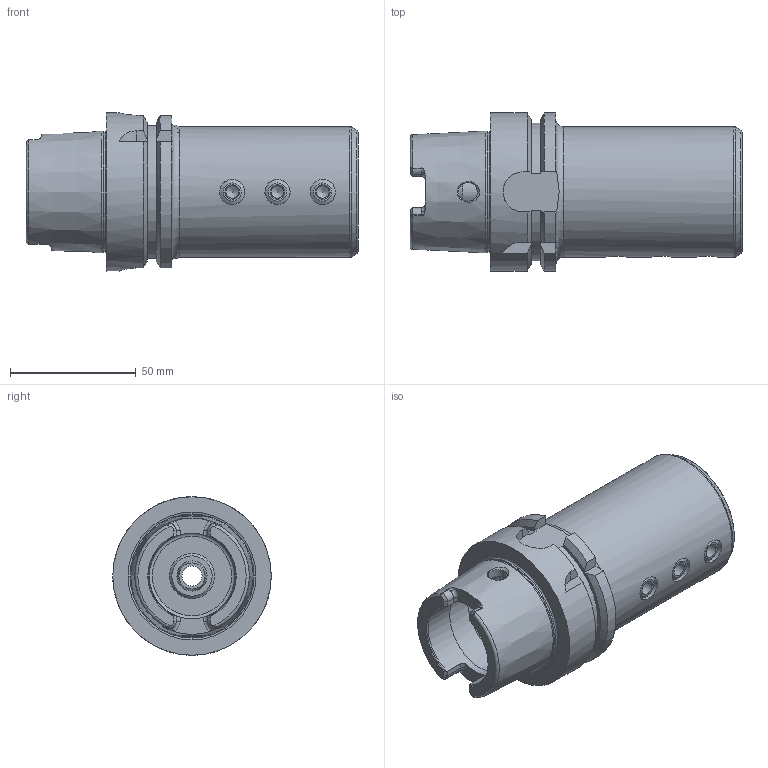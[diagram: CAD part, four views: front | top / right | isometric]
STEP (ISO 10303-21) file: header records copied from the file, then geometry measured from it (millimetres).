
FILE_DESCRIPTION((''),'2;1');
FILE_NAME('591075020100-3D.stp','2019-12-10T16:24:04',('nttooll'),(''),'Autodesk Inventor 2012','Autodesk Inventor 2012','');
FILE_SCHEMA(('AUTOMOTIVE_DESIGN { 1 0 10303 214 1 1 1 1 }'));
Length unit declared in the file: millimetre
Products named in the file (1): 591075020100-3D
Bounding box: 132 x 63 x 63 mm (x, y, z)
Volume: 218320.2 mm3; surface area: 41240.8 mm2
Topology: 1 solids, 1 shells, 164 faces, 411 edges, 258 vertices
Faces by surface type: plane 55, cylinder 50, cone 38, torus 21
Full cylindrical faces by diameter (mm): 5 x3, 5.774 x3, 7 x3, 7.5 x2, 8 x1, 10 x6, 11.3 x1, 12 x1, 18 x1, 20 x1, 20.4 x1, 34 x1, 34.5 x1, 40 x1, 48 x1, 52 x1, 63 x1
Entity records: 4958 total; most frequent: CARTESIAN_POINT 1444, DIRECTION 728, ORIENTED_EDGE 654, EDGE_CURVE 327, AXIS2_PLACEMENT_3D 314, EDGE_LOOP 243, VERTEX_POINT 238, FACE_OUTER_BOUND 164
